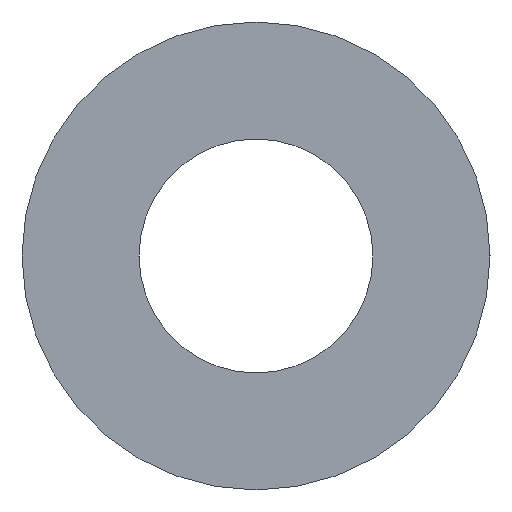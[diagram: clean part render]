
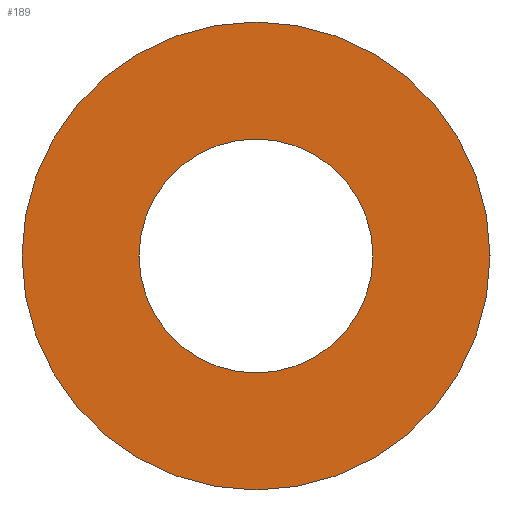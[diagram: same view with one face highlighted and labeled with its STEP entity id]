
A CAD part, left-side view. The second image highlights one B-rep face of the part: STEP entity #189.
In plain terms, the highlighted planar face has unit normal (-1, 0, 0).
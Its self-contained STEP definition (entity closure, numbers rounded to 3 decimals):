
#6 = AXIS2_PLACEMENT_3D ( 'NONE', #201, #147, #18 ) ;
#18 = DIRECTION ( 'NONE',  ( 0., 0., -1. ) ) ;
#31 = DIRECTION ( 'NONE',  ( 0., 0., -1. ) ) ;
#45 = CARTESIAN_POINT ( 'NONE',  ( -352.5, 0., 0. ) ) ;
#53 = CIRCLE ( 'NONE', #193, 1.587 ) ;
#65 = DIRECTION ( 'NONE',  ( 0., 0., -1. ) ) ;
#71 = ORIENTED_EDGE ( 'NONE', *, *, #75, .T. ) ;
#75 = EDGE_CURVE ( 'NONE', #212, #139, #89, .T. ) ;
#79 = FACE_OUTER_BOUND ( 'NONE', #96, .T. ) ;
#82 = CIRCLE ( 'NONE', #142, 3.175 ) ;
#84 = FACE_BOUND ( 'NONE', #238, .T. ) ;
#85 = DIRECTION ( 'NONE',  ( 1., 0., 0. ) ) ;
#89 = CIRCLE ( 'NONE', #125, 1.587 ) ;
#96 = EDGE_LOOP ( 'NONE', ( #146, #167 ) ) ;
#101 = CIRCLE ( 'NONE', #109, 3.175 ) ;
#104 = VERTEX_POINT ( 'NONE', #190 ) ;
#106 = CARTESIAN_POINT ( 'NONE',  ( -352.5, 0., 0. ) ) ;
#109 = AXIS2_PLACEMENT_3D ( 'NONE', #45, #168, #222 ) ;
#125 = AXIS2_PLACEMENT_3D ( 'NONE', #106, #241, #228 ) ;
#139 = VERTEX_POINT ( 'NONE', #239 ) ;
#142 = AXIS2_PLACEMENT_3D ( 'NONE', #200, #85, #65 ) ;
#146 = ORIENTED_EDGE ( 'NONE', *, *, #197, .F. ) ;
#147 = DIRECTION ( 'NONE',  ( 1., 0., 0. ) ) ;
#150 = CARTESIAN_POINT ( 'NONE',  ( -352.5, 0., 0. ) ) ;
#167 = ORIENTED_EDGE ( 'NONE', *, *, #248, .F. ) ;
#168 = DIRECTION ( 'NONE',  ( 1., 0., 0. ) ) ;
#170 = DIRECTION ( 'NONE',  ( 1., 0., 0. ) ) ;
#177 = CARTESIAN_POINT ( 'NONE',  ( -352.5, 0., -3.175 ) ) ;
#181 = VERTEX_POINT ( 'NONE', #177 ) ;
#188 = EDGE_CURVE ( 'NONE', #139, #212, #53, .T. ) ;
#189 = ADVANCED_FACE ( 'NONE', ( #79, #84 ), #208, .F. ) ;
#190 = CARTESIAN_POINT ( 'NONE',  ( -352.5, 0., 3.175 ) ) ;
#193 = AXIS2_PLACEMENT_3D ( 'NONE', #150, #170, #31 ) ;
#196 = ORIENTED_EDGE ( 'NONE', *, *, #188, .T. ) ;
#197 = EDGE_CURVE ( 'NONE', #104, #181, #101, .T. ) ;
#200 = CARTESIAN_POINT ( 'NONE',  ( -352.5, 0., 0. ) ) ;
#201 = CARTESIAN_POINT ( 'NONE',  ( -352.5, 0., 0. ) ) ;
#208 = PLANE ( 'NONE',  #6 ) ;
#212 = VERTEX_POINT ( 'NONE', #226 ) ;
#222 = DIRECTION ( 'NONE',  ( 0., 0., -1. ) ) ;
#226 = CARTESIAN_POINT ( 'NONE',  ( -352.5, 0., 1.587 ) ) ;
#228 = DIRECTION ( 'NONE',  ( 0., 0., -1. ) ) ;
#238 = EDGE_LOOP ( 'NONE', ( #71, #196 ) ) ;
#239 = CARTESIAN_POINT ( 'NONE',  ( -352.5, 0., -1.587 ) ) ;
#241 = DIRECTION ( 'NONE',  ( 1., 0., 0. ) ) ;
#248 = EDGE_CURVE ( 'NONE', #181, #104, #82, .T. ) ;
